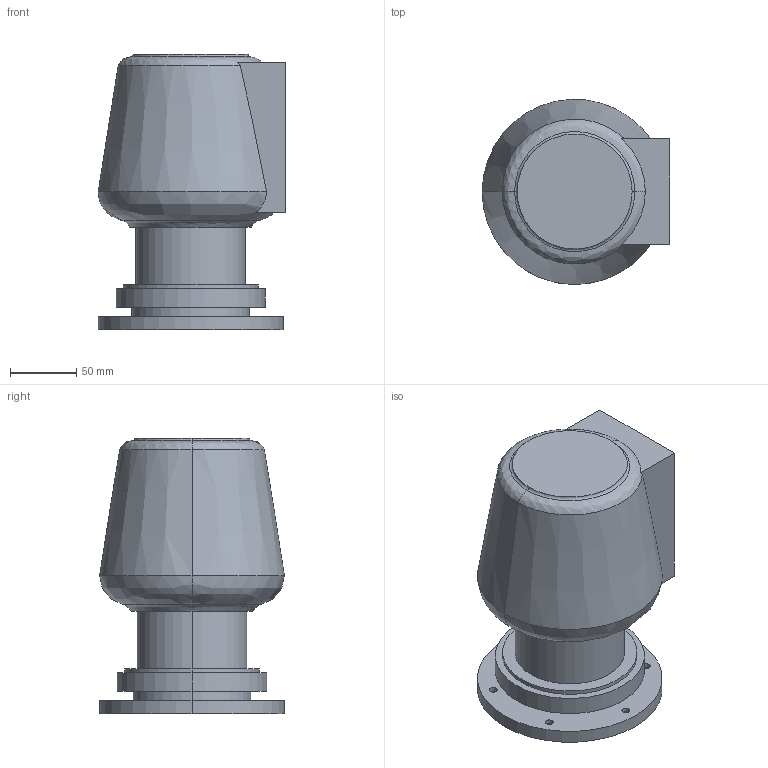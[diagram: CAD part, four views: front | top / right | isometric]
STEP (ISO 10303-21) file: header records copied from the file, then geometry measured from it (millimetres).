
FILE_DESCRIPTION(('FreeCAD Model'),'2;1');
FILE_NAME('Open CASCADE Shape Model','2021-07-06T19:08:06',('Author'),( ''),'Open CASCADE STEP processor 7.5','FreeCAD','Unknown');
FILE_SCHEMA(('AUTOMOTIVE_DESIGN { 1 0 10303 214 1 1 1 1 }'));
Length unit declared in the file: millimetre
Products named in the file (1): base
Bounding box: 142 x 140 x 208.5 mm (x, y, z)
Volume: 2272270.5 mm3; surface area: 130103.3 mm2
Topology: 1 solids, 1 shells, 71 faces, 163 edges, 106 vertices
Faces by surface type: cylinder 38, plane 23, bspline 8, cone 2
Entity records: 6063 total; most frequent: CARTESIAN_POINT 2307, DIRECTION 610, ORIENTED_EDGE 326, PCURVE 326, DEFINITIONAL_REPRESENTATION 326, LINE 253, VECTOR 253, EDGE_CURVE 163
